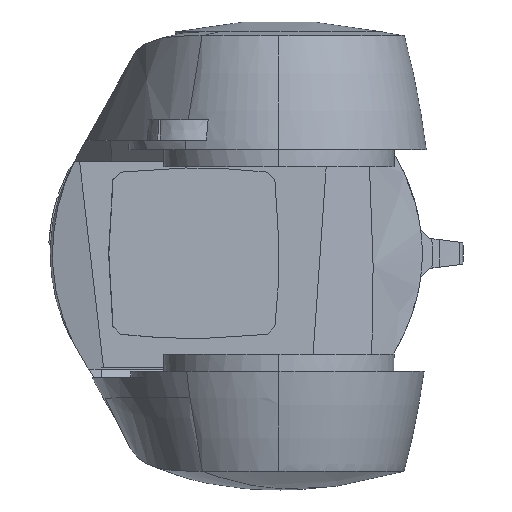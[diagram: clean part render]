
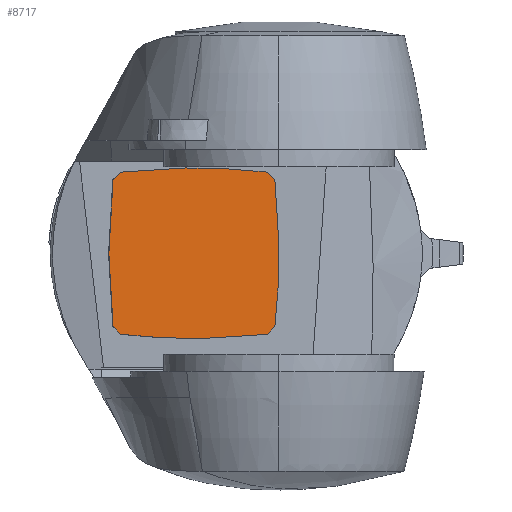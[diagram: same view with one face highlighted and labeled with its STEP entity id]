
A CAD part, top view. The second image highlights one B-rep face of the part: STEP entity #8717.
In plain terms, the highlighted planar face has unit normal (0.07, 0, 0.998).
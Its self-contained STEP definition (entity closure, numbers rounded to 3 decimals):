
#172 = CARTESIAN_POINT ( 'NONE',  ( -53.447, 49.174, 299.227 ) ) ;
#283 = CARTESIAN_POINT ( 'NONE',  ( -39.119, 50., 298.225 ) ) ;
#969 = VERTEX_POINT ( 'NONE', #14398 ) ;
#1150 = DIRECTION ( 'NONE',  ( 0.705, 0.707, -0.049 ) ) ;
#1289 = CARTESIAN_POINT ( 'NONE',  ( -67.681, 47.527, 300.222 ) ) ;
#1332 = EDGE_CURVE ( 'NONE', #6897, #4834, #9248, .T. ) ;
#1946 = CARTESIAN_POINT ( 'NONE',  ( -74.669, 0., 300.711 ) ) ;
#1965 = CARTESIAN_POINT ( 'NONE',  ( -39.119, -50., 298.225 ) ) ;
#2347 = ORIENTED_EDGE ( 'NONE', *, *, #6291, .F. ) ;
#2382 = ORIENTED_EDGE ( 'NONE', *, *, #2632, .F. ) ;
#2632 = EDGE_CURVE ( 'NONE', #6897, #12837, #8308, .T. ) ;
#2785 = DIRECTION ( 'NONE',  ( 0.998, 0., -0.07 ) ) ;
#3632 = LINE ( 'NONE', #13113, #3821 ) ;
#3821 = VECTOR ( 'NONE', #15457, 1000. ) ;
#3830 = DIRECTION ( 'NONE',  ( 0.07, 0., 0.998 ) ) ;
#4191 = CARTESIAN_POINT ( 'NONE',  ( 3.866, -49.174, 295.219 ) ) ;
#4278 = VERTEX_POINT ( 'NONE', #15375 ) ;
#4280 = CARTESIAN_POINT ( 'NONE',  ( -73.845, -28.726, 300.653 ) ) ;
#4330 = CARTESIAN_POINT ( 'NONE',  ( 25.088, -14.363, 293.735 ) ) ;
#4376 = CARTESIAN_POINT ( 'NONE',  ( -74.669, 14.363, 300.711 ) ) ;
#4418 = VERTEX_POINT ( 'NONE', #4624 ) ;
#4451 = DIRECTION ( 'NONE',  ( -0.705, 0.707, 0.049 ) ) ;
#4624 = CARTESIAN_POINT ( 'NONE',  ( 22.621, 42.995, 293.908 ) ) ;
#4768 = ORIENTED_EDGE ( 'NONE', *, *, #5079, .F. ) ;
#4834 = VERTEX_POINT ( 'NONE', #5786 ) ;
#4991 = EDGE_CURVE ( 'NONE', #5611, #14855, #8454, .T. ) ;
#5041 = CARTESIAN_POINT ( 'NONE',  ( 18.099, 47.527, 294.224 ) ) ;
#5079 = EDGE_CURVE ( 'NONE', #4418, #969, #12425, .T. ) ;
#5120 = ORIENTED_EDGE ( 'NONE', *, *, #13703, .T. ) ;
#5481 = CARTESIAN_POINT ( 'NONE',  ( 24.263, 28.726, 293.793 ) ) ;
#5530 = CARTESIAN_POINT ( 'NONE',  ( 22.621, -42.995, 293.908 ) ) ;
#5550 = CARTESIAN_POINT ( 'NONE',  ( 18.099, -47.527, 294.224 ) ) ;
#5561 = LINE ( 'NONE', #6783, #15574 ) ;
#5580 = EDGE_CURVE ( 'NONE', #14855, #4834, #5657, .T. ) ;
#5611 = VERTEX_POINT ( 'NONE', #10483 ) ;
#5633 = CARTESIAN_POINT ( 'NONE',  ( 22.621, 42.995, 293.908 ) ) ;
#5657 = B_SPLINE_CURVE_WITH_KNOTS ( 'NONE', 3,
 ( #1946, #4376, #8060, #11544 ),
 .UNSPECIFIED., .F., .F.,
 ( 4, 4 ),
 ( 0.5, 1. ),
 .UNSPECIFIED. ) ;
#5786 = CARTESIAN_POINT ( 'NONE',  ( -72.202, 42.995, 300.538 ) ) ;
#5959 = ORIENTED_EDGE ( 'NONE', *, *, #15505, .T. ) ;
#6086 = CARTESIAN_POINT ( 'NONE',  ( -67.681, 47.527, 300.222 ) ) ;
#6291 = EDGE_CURVE ( 'NONE', #8316, #4278, #8954, .T. ) ;
#6587 = ORIENTED_EDGE ( 'NONE', *, *, #5580, .F. ) ;
#6783 = CARTESIAN_POINT ( 'NONE',  ( 22.621, 42.995, 293.908 ) ) ;
#6848 = CARTESIAN_POINT ( 'NONE',  ( -74.669, -14.363, 300.711 ) ) ;
#6874 = VECTOR ( 'NONE', #1150, 1000. ) ;
#6897 = VERTEX_POINT ( 'NONE', #15285 ) ;
#7384 = ORIENTED_EDGE ( 'NONE', *, *, #4991, .F. ) ;
#7915 = CARTESIAN_POINT ( 'NONE',  ( -74.669, 0., 300.711 ) ) ;
#7952 = CARTESIAN_POINT ( 'NONE',  ( 18.099, 47.527, 294.224 ) ) ;
#7967 = CARTESIAN_POINT ( 'NONE',  ( -72.202, -42.995, 300.538 ) ) ;
#7984 = CARTESIAN_POINT ( 'NONE',  ( -10.463, -50., 296.221 ) ) ;
#8060 = CARTESIAN_POINT ( 'NONE',  ( -73.845, 28.726, 300.653 ) ) ;
#8174 = FACE_OUTER_BOUND ( 'NONE', #8769, .T. ) ;
#8308 = B_SPLINE_CURVE_WITH_KNOTS ( 'NONE', 3,
 ( #1289, #172, #283, #12156, #8571, #5041 ),
 .UNSPECIFIED., .F., .F.,
 ( 4, 2, 4 ),
 ( 0., 0.5, 1. ),
 .UNSPECIFIED. ) ;
#8316 = VERTEX_POINT ( 'NONE', #15567 ) ;
#8454 = B_SPLINE_CURVE_WITH_KNOTS ( 'NONE', 3,
 ( #7967, #4280, #6848, #7915 ),
 .UNSPECIFIED., .F., .F.,
 ( 4, 4 ),
 ( 0., 0.5 ),
 .UNSPECIFIED. ) ;
#8571 = CARTESIAN_POINT ( 'NONE',  ( 3.866, 49.174, 295.219 ) ) ;
#8717 = ADVANCED_FACE ( 'NONE', ( #8174 ), #9784, .T. ) ;
#8769 = EDGE_LOOP ( 'NONE', ( #7384, #5120, #2347, #5959, #4768, #9665, #2382, #14337, #6587 ) ) ;
#8954 = B_SPLINE_CURVE_WITH_KNOTS ( 'NONE', 3,
 ( #5550, #4191, #7984, #1965, #10407, #11615 ),
 .UNSPECIFIED., .F., .F.,
 ( 4, 2, 4 ),
 ( 0., 0.5, 1. ),
 .UNSPECIFIED. ) ;
#9081 = VECTOR ( 'NONE', #14551, 1000. ) ;
#9248 = LINE ( 'NONE', #6086, #9081 ) ;
#9384 = CARTESIAN_POINT ( 'NONE',  ( 18.099, -47.527, 294.224 ) ) ;
#9419 = EDGE_CURVE ( 'NONE', #4418, #12837, #5561, .T. ) ;
#9665 = ORIENTED_EDGE ( 'NONE', *, *, #9419, .T. ) ;
#9784 = PLANE ( 'NONE',  #11395 ) ;
#10407 = CARTESIAN_POINT ( 'NONE',  ( -53.447, -49.174, 299.227 ) ) ;
#10483 = CARTESIAN_POINT ( 'NONE',  ( -72.202, -42.995, 300.538 ) ) ;
#11395 = AXIS2_PLACEMENT_3D ( 'NONE', #12321, #3830, #2785 ) ;
#11544 = CARTESIAN_POINT ( 'NONE',  ( -72.202, 42.995, 300.538 ) ) ;
#11615 = CARTESIAN_POINT ( 'NONE',  ( -67.681, -47.527, 300.222 ) ) ;
#11651 = CARTESIAN_POINT ( 'NONE',  ( 25.088, 14.363, 293.735 ) ) ;
#12156 = CARTESIAN_POINT ( 'NONE',  ( -10.463, 50., 296.221 ) ) ;
#12321 = CARTESIAN_POINT ( 'NONE',  ( -186.895, -162.5, 308.558 ) ) ;
#12425 = B_SPLINE_CURVE_WITH_KNOTS ( 'NONE', 3,
 ( #5633, #5481, #11651, #4330, #14092, #5530 ),
 .UNSPECIFIED., .F., .F.,
 ( 4, 2, 4 ),
 ( 0., 0.5, 1. ),
 .UNSPECIFIED. ) ;
#12537 = LINE ( 'NONE', #9384, #6874 ) ;
#12837 = VERTEX_POINT ( 'NONE', #7952 ) ;
#13113 = CARTESIAN_POINT ( 'NONE',  ( -72.202, -42.995, 300.538 ) ) ;
#13703 = EDGE_CURVE ( 'NONE', #5611, #4278, #3632, .T. ) ;
#14092 = CARTESIAN_POINT ( 'NONE',  ( 24.263, -28.726, 293.793 ) ) ;
#14337 = ORIENTED_EDGE ( 'NONE', *, *, #1332, .T. ) ;
#14385 = CARTESIAN_POINT ( 'NONE',  ( -74.669, 0., 300.711 ) ) ;
#14398 = CARTESIAN_POINT ( 'NONE',  ( 22.621, -42.995, 293.908 ) ) ;
#14551 = DIRECTION ( 'NONE',  ( -0.705, -0.707, 0.049 ) ) ;
#14855 = VERTEX_POINT ( 'NONE', #14385 ) ;
#15285 = CARTESIAN_POINT ( 'NONE',  ( -67.681, 47.527, 300.222 ) ) ;
#15375 = CARTESIAN_POINT ( 'NONE',  ( -67.681, -47.527, 300.222 ) ) ;
#15457 = DIRECTION ( 'NONE',  ( 0.705, -0.707, -0.049 ) ) ;
#15505 = EDGE_CURVE ( 'NONE', #8316, #969, #12537, .T. ) ;
#15567 = CARTESIAN_POINT ( 'NONE',  ( 18.099, -47.527, 294.224 ) ) ;
#15574 = VECTOR ( 'NONE', #4451, 1000. ) ;
